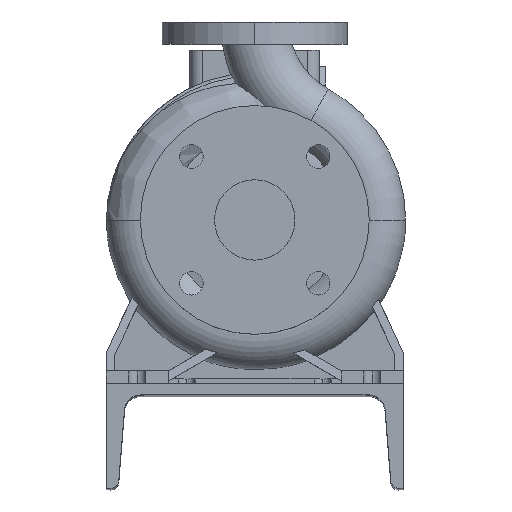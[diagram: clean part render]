
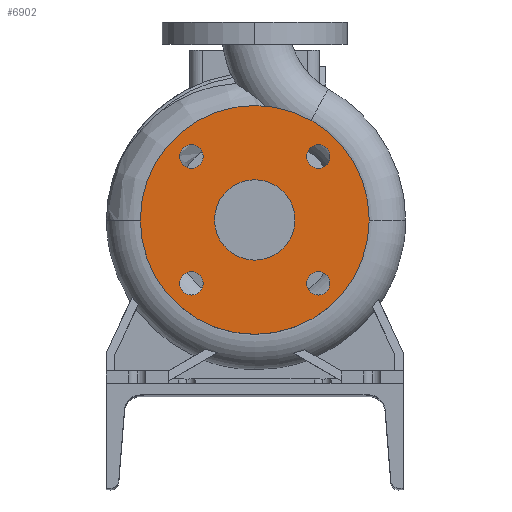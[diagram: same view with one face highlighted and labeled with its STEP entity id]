
A CAD part, top view. The second image highlights one B-rep face of the part: STEP entity #6902.
In plain terms, the highlighted planar face has unit normal (0, 0, 1).
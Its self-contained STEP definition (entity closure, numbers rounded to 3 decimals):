
#184 = EDGE_LOOP ( 'NONE', ( #13180, #10087 ) ) ;
#571 = EDGE_CURVE ( 'NONE', #9044, #18002, #20698, .T. ) ;
#672 = AXIS2_PLACEMENT_3D ( 'NONE', #11618, #18145, #14832 ) ;
#803 = FACE_OUTER_BOUND ( 'NONE', #184, .T. ) ;
#900 = DIRECTION ( 'NONE',  ( 1., 0., 0. ) ) ;
#951 = VERTEX_POINT ( 'NONE', #10707 ) ;
#982 = CIRCLE ( 'NONE', #3768, 9.5 ) ;
#988 = DIRECTION ( 'NONE',  ( 0., -1., 0. ) ) ;
#1010 = ORIENTED_EDGE ( 'NONE', *, *, #20653, .F. ) ;
#1124 = PLANE ( 'NONE',  #15809 ) ;
#1133 = AXIS2_PLACEMENT_3D ( 'NONE', #7804, #1493, #9316 ) ;
#1230 = DIRECTION ( 'NONE',  ( 0., 1., 0. ) ) ;
#1493 = DIRECTION ( 'NONE',  ( 0., 0., 1. ) ) ;
#1557 = DIRECTION ( 'NONE',  ( 0., -1., 0. ) ) ;
#1603 = CARTESIAN_POINT ( 'NONE',  ( -51.265, 51.265, 80. ) ) ;
#1700 = CARTESIAN_POINT ( 'NONE',  ( 51.265, -60.765, 80. ) ) ;
#1706 = CARTESIAN_POINT ( 'NONE',  ( -51.265, -51.265, 80. ) ) ;
#2059 = AXIS2_PLACEMENT_3D ( 'NONE', #1706, #4617, #11139 ) ;
#2268 = CARTESIAN_POINT ( 'NONE',  ( 51.265, -41.765, 80. ) ) ;
#2515 = VERTEX_POINT ( 'NONE', #1700 ) ;
#2585 = CIRCLE ( 'NONE', #5326, 9.5 ) ;
#2602 = EDGE_CURVE ( 'NONE', #4894, #18340, #16070, .T. ) ;
#2688 = ORIENTED_EDGE ( 'NONE', *, *, #8578, .F. ) ;
#2749 = ORIENTED_EDGE ( 'NONE', *, *, #571, .F. ) ;
#2999 = EDGE_CURVE ( 'NONE', #5838, #10591, #982, .T. ) ;
#3768 = AXIS2_PLACEMENT_3D ( 'NONE', #13651, #8526, #8635 ) ;
#3884 = EDGE_CURVE ( 'NONE', #6707, #951, #7179, .T. ) ;
#4041 = VERTEX_POINT ( 'NONE', #15981 ) ;
#4101 = CIRCLE ( 'NONE', #8876, 9.5 ) ;
#4617 = DIRECTION ( 'NONE',  ( 0., 0., 1. ) ) ;
#4894 = VERTEX_POINT ( 'NONE', #14739 ) ;
#5326 = AXIS2_PLACEMENT_3D ( 'NONE', #1603, #8128, #15857 ) ;
#5577 = DIRECTION ( 'NONE',  ( 1., 0., 0. ) ) ;
#5614 = AXIS2_PLACEMENT_3D ( 'NONE', #16216, #16308, #1557 ) ;
#5645 = CIRCLE ( 'NONE', #19613, 92.5 ) ;
#5767 = EDGE_LOOP ( 'NONE', ( #6518, #13543 ) ) ;
#5838 = VERTEX_POINT ( 'NONE', #10156 ) ;
#5947 = FACE_BOUND ( 'NONE', #10859, .T. ) ;
#5999 = DIRECTION ( 'NONE',  ( 0., 0., 1. ) ) ;
#6518 = ORIENTED_EDGE ( 'NONE', *, *, #2999, .F. ) ;
#6707 = VERTEX_POINT ( 'NONE', #10327 ) ;
#6902 = ADVANCED_FACE ( 'NONE', ( #20582, #5947, #9260, #803, #7342, #12467 ), #1124, .F. ) ;
#7179 = CIRCLE ( 'NONE', #10571, 9.5 ) ;
#7342 = FACE_BOUND ( 'NONE', #17975, .T. ) ;
#7804 = CARTESIAN_POINT ( 'NONE',  ( 0., 0., 80. ) ) ;
#7957 = CARTESIAN_POINT ( 'NONE',  ( 0., -32.5, 80. ) ) ;
#8083 = AXIS2_PLACEMENT_3D ( 'NONE', #8992, #5999, #5577 ) ;
#8128 = DIRECTION ( 'NONE',  ( 0., 0., 1. ) ) ;
#8401 = ORIENTED_EDGE ( 'NONE', *, *, #13265, .F. ) ;
#8526 = DIRECTION ( 'NONE',  ( 0., 0., 1. ) ) ;
#8578 = EDGE_CURVE ( 'NONE', #2515, #10319, #19256, .T. ) ;
#8635 = DIRECTION ( 'NONE',  ( 0., -1., 0. ) ) ;
#8868 = DIRECTION ( 'NONE',  ( 0., 0., 1. ) ) ;
#8876 = AXIS2_PLACEMENT_3D ( 'NONE', #10418, #18334, #10199 ) ;
#8946 = ORIENTED_EDGE ( 'NONE', *, *, #17097, .F. ) ;
#8992 = CARTESIAN_POINT ( 'NONE',  ( 51.265, 51.265, 80. ) ) ;
#9044 = VERTEX_POINT ( 'NONE', #13078 ) ;
#9140 = DIRECTION ( 'NONE',  ( 0., 0., 1. ) ) ;
#9260 = FACE_BOUND ( 'NONE', #19840, .T. ) ;
#9316 = DIRECTION ( 'NONE',  ( 0., -1., 0. ) ) ;
#9508 = CARTESIAN_POINT ( 'NONE',  ( -51.265, -60.765, 80. ) ) ;
#10087 = ORIENTED_EDGE ( 'NONE', *, *, #15410, .T. ) ;
#10099 = AXIS2_PLACEMENT_3D ( 'NONE', #20559, #12447, #988 ) ;
#10156 = CARTESIAN_POINT ( 'NONE',  ( -51.265, 41.765, 80. ) ) ;
#10199 = DIRECTION ( 'NONE',  ( 0., -1., 0. ) ) ;
#10319 = VERTEX_POINT ( 'NONE', #2268 ) ;
#10327 = CARTESIAN_POINT ( 'NONE',  ( 60.765, 51.265, 80. ) ) ;
#10361 = DIRECTION ( 'NONE',  ( 0., -1., 0. ) ) ;
#10418 = CARTESIAN_POINT ( 'NONE',  ( 51.265, -51.265, 80. ) ) ;
#10571 = AXIS2_PLACEMENT_3D ( 'NONE', #18651, #9140, #900 ) ;
#10591 = VERTEX_POINT ( 'NONE', #16575 ) ;
#10707 = CARTESIAN_POINT ( 'NONE',  ( 41.765, 51.265, 80. ) ) ;
#10859 = EDGE_LOOP ( 'NONE', ( #12852, #8401 ) ) ;
#10968 = EDGE_CURVE ( 'NONE', #21154, #4041, #5645, .T. ) ;
#11139 = DIRECTION ( 'NONE',  ( 0., -1., 0. ) ) ;
#11618 = CARTESIAN_POINT ( 'NONE',  ( 0., 0., 80. ) ) ;
#11772 = ORIENTED_EDGE ( 'NONE', *, *, #2602, .F. ) ;
#11856 = EDGE_CURVE ( 'NONE', #10591, #5838, #2585, .T. ) ;
#12074 = CARTESIAN_POINT ( 'NONE',  ( 0., 0., 80. ) ) ;
#12447 = DIRECTION ( 'NONE',  ( 0., 0., 1. ) ) ;
#12467 = FACE_BOUND ( 'NONE', #20068, .T. ) ;
#12852 = ORIENTED_EDGE ( 'NONE', *, *, #3884, .F. ) ;
#13078 = CARTESIAN_POINT ( 'NONE',  ( -51.265, -41.765, 80. ) ) ;
#13180 = ORIENTED_EDGE ( 'NONE', *, *, #10968, .T. ) ;
#13265 = EDGE_CURVE ( 'NONE', #951, #6707, #17312, .T. ) ;
#13543 = ORIENTED_EDGE ( 'NONE', *, *, #11856, .F. ) ;
#13651 = CARTESIAN_POINT ( 'NONE',  ( -51.265, 51.265, 80. ) ) ;
#14087 = ORIENTED_EDGE ( 'NONE', *, *, #17681, .F. ) ;
#14177 = CARTESIAN_POINT ( 'NONE',  ( 0., 92.5, 80. ) ) ;
#14282 = DIRECTION ( 'NONE',  ( 0., 0., -1. ) ) ;
#14739 = CARTESIAN_POINT ( 'NONE',  ( 0., 32.5, 80. ) ) ;
#14743 = DIRECTION ( 'NONE',  ( 0., -1., 0. ) ) ;
#14832 = DIRECTION ( 'NONE',  ( 0., -1., 0. ) ) ;
#15410 = EDGE_CURVE ( 'NONE', #4041, #21154, #16056, .T. ) ;
#15809 = AXIS2_PLACEMENT_3D ( 'NONE', #14177, #14282, #1230 ) ;
#15857 = DIRECTION ( 'NONE',  ( 0., -1., 0. ) ) ;
#15981 = CARTESIAN_POINT ( 'NONE',  ( 0., 92.5, 80. ) ) ;
#16014 = CARTESIAN_POINT ( 'NONE',  ( 0., -92.5, 80. ) ) ;
#16056 = CIRCLE ( 'NONE', #672, 92.5 ) ;
#16070 = CIRCLE ( 'NONE', #19090, 32.5 ) ;
#16141 = CARTESIAN_POINT ( 'NONE',  ( 0., 0., 80. ) ) ;
#16216 = CARTESIAN_POINT ( 'NONE',  ( 51.265, -51.265, 80. ) ) ;
#16308 = DIRECTION ( 'NONE',  ( 0., 0., 1. ) ) ;
#16575 = CARTESIAN_POINT ( 'NONE',  ( -51.265, 60.765, 80. ) ) ;
#16837 = CIRCLE ( 'NONE', #1133, 32.5 ) ;
#17097 = EDGE_CURVE ( 'NONE', #10319, #2515, #4101, .T. ) ;
#17312 = CIRCLE ( 'NONE', #8083, 9.5 ) ;
#17681 = EDGE_CURVE ( 'NONE', #18002, #9044, #18796, .T. ) ;
#17975 = EDGE_LOOP ( 'NONE', ( #14087, #2749 ) ) ;
#18002 = VERTEX_POINT ( 'NONE', #9508 ) ;
#18145 = DIRECTION ( 'NONE',  ( 0., 0., 1. ) ) ;
#18334 = DIRECTION ( 'NONE',  ( 0., 0., 1. ) ) ;
#18340 = VERTEX_POINT ( 'NONE', #7957 ) ;
#18651 = CARTESIAN_POINT ( 'NONE',  ( 51.265, 51.265, 80. ) ) ;
#18796 = CIRCLE ( 'NONE', #2059, 9.5 ) ;
#19090 = AXIS2_PLACEMENT_3D ( 'NONE', #12074, #8868, #10361 ) ;
#19256 = CIRCLE ( 'NONE', #5614, 9.5 ) ;
#19438 = DIRECTION ( 'NONE',  ( 0., 0., 1. ) ) ;
#19613 = AXIS2_PLACEMENT_3D ( 'NONE', #16141, #19438, #14743 ) ;
#19840 = EDGE_LOOP ( 'NONE', ( #1010, #11772 ) ) ;
#20068 = EDGE_LOOP ( 'NONE', ( #2688, #8946 ) ) ;
#20559 = CARTESIAN_POINT ( 'NONE',  ( -51.265, -51.265, 80. ) ) ;
#20582 = FACE_BOUND ( 'NONE', #5767, .T. ) ;
#20653 = EDGE_CURVE ( 'NONE', #18340, #4894, #16837, .T. ) ;
#20698 = CIRCLE ( 'NONE', #10099, 9.5 ) ;
#21154 = VERTEX_POINT ( 'NONE', #16014 ) ;
